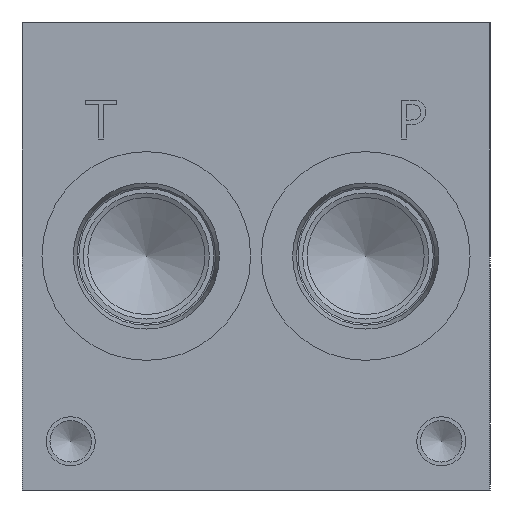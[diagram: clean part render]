
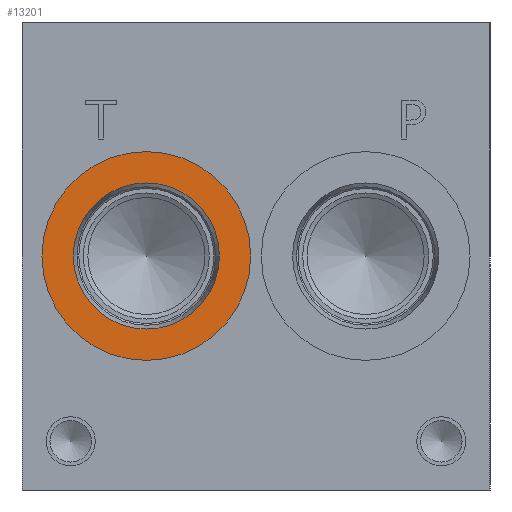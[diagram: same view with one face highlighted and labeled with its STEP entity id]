
A CAD part, left-side view. The second image highlights one B-rep face of the part: STEP entity #13201.
In plain terms, the highlighted planar face has unit normal (-1, 0, 0).
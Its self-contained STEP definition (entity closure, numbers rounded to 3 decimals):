
#286=CIRCLE('',#13857,11.9);
#287=CIRCLE('',#13858,11.9);
#292=CIRCLE('',#13866,16.993);
#293=CIRCLE('',#13867,16.993);
#600=FACE_BOUND('',#2330,.T.);
#994=PLANE('',#13868);
#1569=FACE_OUTER_BOUND('',#2329,.T.);
#2329=EDGE_LOOP('',(#11279,#11280));
#2330=EDGE_LOOP('',(#11281,#11282));
#6213=VERTEX_POINT('',#22260);
#6214=VERTEX_POINT('',#22261);
#6219=VERTEX_POINT('',#22278);
#6220=VERTEX_POINT('',#22280);
#7973=EDGE_CURVE('',#6213,#6214,#286,.T.);
#7974=EDGE_CURVE('',#6214,#6213,#287,.T.);
#7983=EDGE_CURVE('',#6220,#6219,#292,.T.);
#7984=EDGE_CURVE('',#6219,#6220,#293,.T.);
#11279=ORIENTED_EDGE('',*,*,#7983,.T.);
#11280=ORIENTED_EDGE('',*,*,#7984,.T.);
#11281=ORIENTED_EDGE('',*,*,#7973,.T.);
#11282=ORIENTED_EDGE('',*,*,#7974,.T.);
#13201=ADVANCED_FACE('',(#1569,#600),#994,.T.);
#13857=AXIS2_PLACEMENT_3D('',#22262,#16306,#16307);
#13858=AXIS2_PLACEMENT_3D('',#22263,#16308,#16309);
#13866=AXIS2_PLACEMENT_3D('',#22281,#16328,#16329);
#13867=AXIS2_PLACEMENT_3D('',#22282,#16330,#16331);
#13868=AXIS2_PLACEMENT_3D('',#22283,#16332,#16333);
#16306=DIRECTION('center_axis',(1.,0.,0.));
#16307=DIRECTION('ref_axis',(0.,0.,1.));
#16308=DIRECTION('center_axis',(1.,0.,0.));
#16309=DIRECTION('ref_axis',(0.,0.,1.));
#16328=DIRECTION('center_axis',(-1.,0.,0.));
#16329=DIRECTION('ref_axis',(0.,1.,0.));
#16330=DIRECTION('center_axis',(-1.,0.,0.));
#16331=DIRECTION('ref_axis',(0.,1.,0.));
#16332=DIRECTION('center_axis',(-1.,0.,0.));
#16333=DIRECTION('ref_axis',(0.,1.,0.));
#22260=CARTESIAN_POINT('',(0.787,55.956,50.));
#22261=CARTESIAN_POINT('',(0.787,55.956,26.2));
#22262=CARTESIAN_POINT('Origin',(0.787,55.956,38.1));
#22263=CARTESIAN_POINT('Origin',(0.787,55.956,38.1));
#22278=CARTESIAN_POINT('',(0.787,38.964,38.1));
#22280=CARTESIAN_POINT('',(0.787,72.949,38.1));
#22281=CARTESIAN_POINT('Origin',(0.787,55.956,38.1));
#22282=CARTESIAN_POINT('Origin',(0.787,55.956,38.1));
#22283=CARTESIAN_POINT('Origin',(0.787,55.956,38.1));
